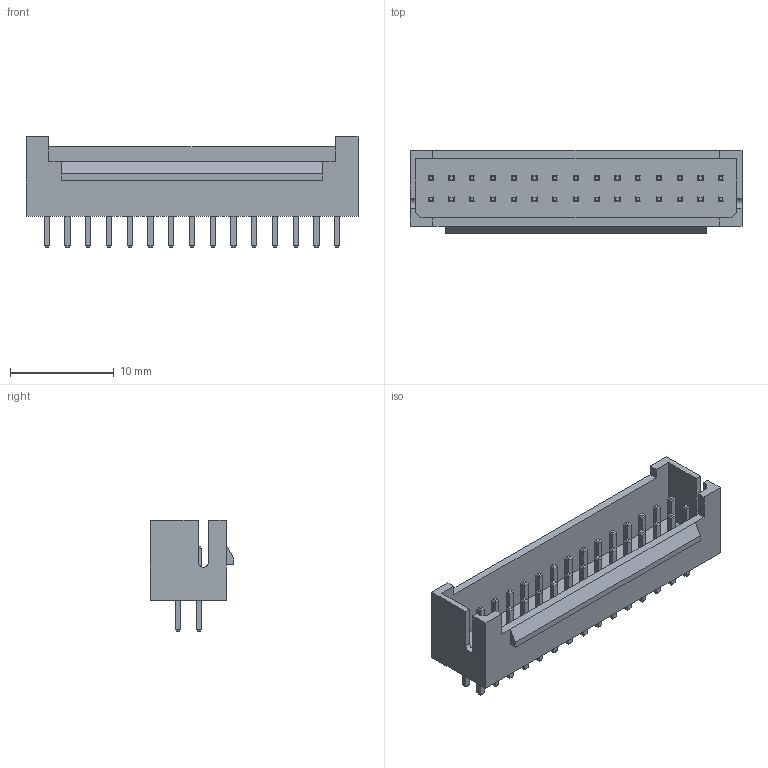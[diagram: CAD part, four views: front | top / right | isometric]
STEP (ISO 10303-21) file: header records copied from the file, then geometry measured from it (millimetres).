
FILE_DESCRIPTION (( 'STEP AP214' ), '1' );
FILE_NAME ('User Library-phb-2x15.STEP', '2021-01-23T07:38:15', ( '' ), ( '' ), 'SwSTEP 2.0', 'SolidWorks 2020', '' );
FILE_SCHEMA (( 'AUTOMOTIVE_DESIGN' ));
Length unit declared in the file: millimetre
Products named in the file (3): PIN_0_5X0_5; PHB-2X15; User Library-phb-2x15
Assembly tree (31 placements, depth 2):
  User Library-phb-2x15
    PHB-2X15
    PIN_0_5X0_5  x30
Bounding box: 32 x 8 x 10.7 mm (x, y, z)
Volume: 648.3 mm3; surface area: 1930.9 mm2
Topology: 31 solids, 31 shells, 573 faces, 1291 edges, 780 vertices
Faces by surface type: plane 571, cylinder 2
Entity records: 7636 total; most frequent: CARTESIAN_POINT 996, ORIENTED_EDGE 958, DIRECTION 885, EDGE_CURVE 479, LINE 475, VECTOR 475, VERTEX_POINT 316, EDGE_LOOP 227
